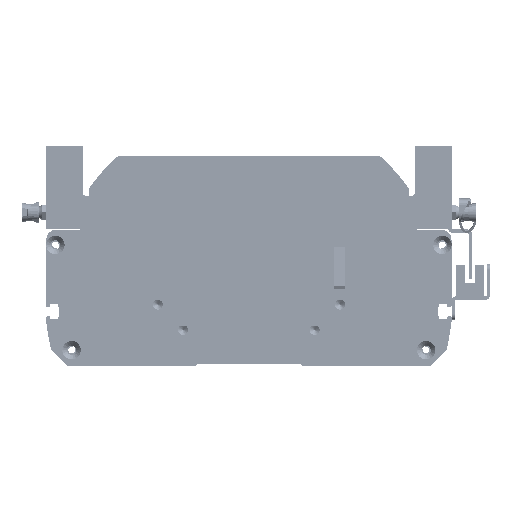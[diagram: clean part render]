
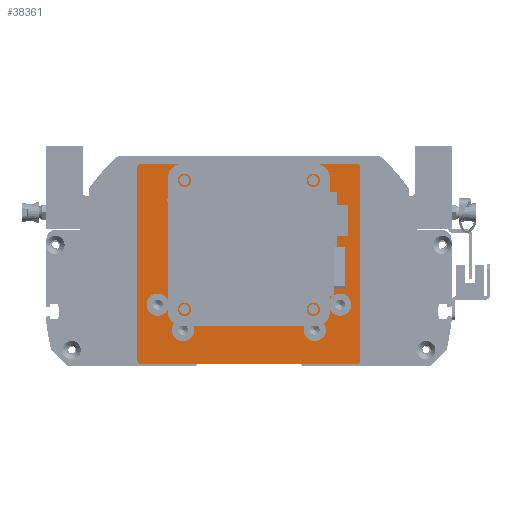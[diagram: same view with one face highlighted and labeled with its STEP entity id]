
A CAD part, front view. The second image highlights one B-rep face of the part: STEP entity #38361.
In plain terms, the highlighted face is planar.
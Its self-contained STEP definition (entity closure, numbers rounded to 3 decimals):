
#2992=FACE_BOUND('',#9582,.T.);
#2993=FACE_BOUND('',#9583,.T.);
#2994=FACE_BOUND('',#9584,.T.);
#2995=FACE_BOUND('',#9585,.T.);
#2996=FACE_BOUND('',#9586,.T.);
#2997=FACE_BOUND('',#9587,.T.);
#2998=FACE_BOUND('',#9588,.T.);
#2999=FACE_BOUND('',#9589,.T.);
#3000=FACE_BOUND('',#9590,.T.);
#5054=CIRCLE('',#42944,2.459);
#5055=CIRCLE('',#42947,2.459);
#5056=CIRCLE('',#42955,2.459);
#5057=CIRCLE('',#42957,2.459);
#5060=CIRCLE('',#42962,5.5);
#5063=CIRCLE('',#42968,5.5);
#5066=CIRCLE('',#42974,5.5);
#5069=CIRCLE('',#42980,5.5);
#5071=CIRCLE('',#42985,35.);
#7090=FACE_OUTER_BOUND('',#9581,.T.);
#9581=EDGE_LOOP('',(#34873,#34874,#34875,#34876,#34877,#34878,#34879,#34880));
#9582=EDGE_LOOP('',(#34881));
#9583=EDGE_LOOP('',(#34882));
#9584=EDGE_LOOP('',(#34883));
#9585=EDGE_LOOP('',(#34884));
#9586=EDGE_LOOP('',(#34885));
#9587=EDGE_LOOP('',(#34886));
#9588=EDGE_LOOP('',(#34887));
#9589=EDGE_LOOP('',(#34888));
#9590=EDGE_LOOP('',(#34889));
#12449=LINE('',#68663,#15368);
#12452=LINE('',#68672,#15371);
#12455=LINE('',#68677,#15374);
#12457=LINE('',#68680,#15376);
#12458=LINE('',#68683,#15377);
#12460=LINE('',#68687,#15379);
#12462=LINE('',#68691,#15381);
#12475=LINE('',#68753,#15394);
#15368=VECTOR('',#53889,10.);
#15371=VECTOR('',#53898,10.);
#15374=VECTOR('',#53903,10.);
#15376=VECTOR('',#53907,10.);
#15377=VECTOR('',#53910,10.);
#15379=VECTOR('',#53914,10.);
#15381=VECTOR('',#53918,10.);
#15394=VECTOR('',#53997,10.);
#18988=VERTEX_POINT('',#68656);
#18989=VERTEX_POINT('',#68660);
#18990=VERTEX_POINT('',#68662);
#18991=VERTEX_POINT('',#68666);
#18992=VERTEX_POINT('',#68670);
#18993=VERTEX_POINT('',#68671);
#18994=VERTEX_POINT('',#68676);
#18995=VERTEX_POINT('',#68682);
#18996=VERTEX_POINT('',#68686);
#18997=VERTEX_POINT('',#68690);
#18998=VERTEX_POINT('',#68694);
#18999=VERTEX_POINT('',#68698);
#19002=VERTEX_POINT('',#68707);
#19005=VERTEX_POINT('',#68718);
#19008=VERTEX_POINT('',#68729);
#19011=VERTEX_POINT('',#68740);
#19013=VERTEX_POINT('',#68749);
#24297=EDGE_CURVE('',#18988,#18988,#5054,.T.);
#24300=EDGE_CURVE('',#18990,#18989,#12449,.T.);
#24302=EDGE_CURVE('',#18991,#18991,#5055,.T.);
#24304=EDGE_CURVE('',#18992,#18993,#12452,.T.);
#24307=EDGE_CURVE('',#18994,#18993,#12455,.T.);
#24309=EDGE_CURVE('',#18994,#18989,#12457,.T.);
#24310=EDGE_CURVE('',#18990,#18995,#12458,.T.);
#24312=EDGE_CURVE('',#18996,#18995,#12460,.T.);
#24314=EDGE_CURVE('',#18996,#18997,#12462,.T.);
#24316=EDGE_CURVE('',#18998,#18998,#5056,.T.);
#24318=EDGE_CURVE('',#18999,#18999,#5057,.T.);
#24322=EDGE_CURVE('',#19002,#19002,#5060,.T.);
#24327=EDGE_CURVE('',#19005,#19005,#5063,.T.);
#24332=EDGE_CURVE('',#19008,#19008,#5066,.T.);
#24337=EDGE_CURVE('',#19011,#19011,#5069,.T.);
#24341=EDGE_CURVE('',#19013,#19013,#5071,.T.);
#24343=EDGE_CURVE('',#18992,#18997,#12475,.T.);
#34873=ORIENTED_EDGE('',*,*,#24304,.F.);
#34874=ORIENTED_EDGE('',*,*,#24343,.T.);
#34875=ORIENTED_EDGE('',*,*,#24314,.F.);
#34876=ORIENTED_EDGE('',*,*,#24312,.T.);
#34877=ORIENTED_EDGE('',*,*,#24310,.F.);
#34878=ORIENTED_EDGE('',*,*,#24300,.T.);
#34879=ORIENTED_EDGE('',*,*,#24309,.F.);
#34880=ORIENTED_EDGE('',*,*,#24307,.T.);
#34881=ORIENTED_EDGE('',*,*,#24316,.T.);
#34882=ORIENTED_EDGE('',*,*,#24302,.T.);
#34883=ORIENTED_EDGE('',*,*,#24318,.T.);
#34884=ORIENTED_EDGE('',*,*,#24297,.T.);
#34885=ORIENTED_EDGE('',*,*,#24322,.T.);
#34886=ORIENTED_EDGE('',*,*,#24327,.T.);
#34887=ORIENTED_EDGE('',*,*,#24332,.T.);
#34888=ORIENTED_EDGE('',*,*,#24337,.T.);
#34889=ORIENTED_EDGE('',*,*,#24341,.T.);
#36358=PLANE('',#42987);
#38361=ADVANCED_FACE('',(#7090,#2992,#2993,#2994,#2995,#2996,#2997,#2998,
#2999,#3000),#36358,.T.);
#42944=AXIS2_PLACEMENT_3D('',#68657,#53883,#53884);
#42947=AXIS2_PLACEMENT_3D('',#68667,#53893,#53894);
#42955=AXIS2_PLACEMENT_3D('',#68695,#53922,#53923);
#42957=AXIS2_PLACEMENT_3D('',#68699,#53927,#53928);
#42962=AXIS2_PLACEMENT_3D('',#68708,#53938,#53939);
#42968=AXIS2_PLACEMENT_3D('',#68719,#53952,#53953);
#42974=AXIS2_PLACEMENT_3D('',#68730,#53966,#53967);
#42980=AXIS2_PLACEMENT_3D('',#68741,#53980,#53981);
#42985=AXIS2_PLACEMENT_3D('',#68750,#53992,#53993);
#42987=AXIS2_PLACEMENT_3D('',#68754,#53998,#53999);
#53883=DIRECTION('center_axis',(0.,0.,-1.));
#53884=DIRECTION('ref_axis',(1.,0.,0.));
#53889=DIRECTION('',(-1.,0.,0.));
#53893=DIRECTION('center_axis',(0.,0.,-1.));
#53894=DIRECTION('ref_axis',(1.,0.,0.));
#53898=DIRECTION('',(-0.707,0.707,0.));
#53903=DIRECTION('',(0.,-1.,0.));
#53907=DIRECTION('',(0.707,0.707,0.));
#53910=DIRECTION('',(0.707,-0.707,0.));
#53914=DIRECTION('',(0.,1.,0.));
#53918=DIRECTION('',(-0.707,-0.707,0.));
#53922=DIRECTION('center_axis',(0.,0.,-1.));
#53923=DIRECTION('ref_axis',(1.,0.,0.));
#53927=DIRECTION('center_axis',(0.,0.,-1.));
#53928=DIRECTION('ref_axis',(1.,0.,0.));
#53938=DIRECTION('center_axis',(0.,0.,-1.));
#53939=DIRECTION('ref_axis',(1.,0.,0.));
#53952=DIRECTION('center_axis',(0.,0.,-1.));
#53953=DIRECTION('ref_axis',(1.,0.,0.));
#53966=DIRECTION('center_axis',(0.,0.,-1.));
#53967=DIRECTION('ref_axis',(1.,0.,0.));
#53980=DIRECTION('center_axis',(0.,0.,-1.));
#53981=DIRECTION('ref_axis',(1.,0.,0.));
#53992=DIRECTION('center_axis',(0.,0.,-1.));
#53993=DIRECTION('ref_axis',(1.,0.,0.));
#53997=DIRECTION('',(1.,0.,0.));
#53998=DIRECTION('center_axis',(0.,0.,1.));
#53999=DIRECTION('ref_axis',(1.,0.,0.));
#68656=CARTESIAN_POINT('',(29.361,41.32,89.));
#68657=CARTESIAN_POINT('Origin',(31.82,41.32,89.));
#68660=CARTESIAN_POINT('',(-54.,49.5,89.));
#68662=CARTESIAN_POINT('',(54.,49.5,89.));
#68663=CARTESIAN_POINT('',(55.,49.5,89.));
#68666=CARTESIAN_POINT('',(-34.278,41.32,89.));
#68667=CARTESIAN_POINT('Origin',(-31.82,41.32,89.));
#68670=CARTESIAN_POINT('',(-54.,-49.5,89.));
#68671=CARTESIAN_POINT('',(-55.,-48.5,89.));
#68672=CARTESIAN_POINT('',(-53.125,-50.375,89.));
#68676=CARTESIAN_POINT('',(-55.,48.5,89.));
#68677=CARTESIAN_POINT('',(-55.,49.5,89.));
#68680=CARTESIAN_POINT('',(-53.125,50.375,89.));
#68682=CARTESIAN_POINT('',(55.,48.5,89.));
#68683=CARTESIAN_POINT('',(53.125,50.375,89.));
#68686=CARTESIAN_POINT('',(55.,-48.5,89.));
#68687=CARTESIAN_POINT('',(55.,-49.5,89.));
#68690=CARTESIAN_POINT('',(54.,-49.5,89.));
#68691=CARTESIAN_POINT('',(53.125,-50.375,89.));
#68694=CARTESIAN_POINT('',(29.361,-22.32,89.));
#68695=CARTESIAN_POINT('Origin',(31.82,-22.32,89.));
#68698=CARTESIAN_POINT('',(-34.278,-22.32,89.));
#68699=CARTESIAN_POINT('Origin',(-31.82,-22.32,89.));
#68707=CARTESIAN_POINT('',(27.,-32.5,89.));
#68708=CARTESIAN_POINT('Origin',(32.5,-32.5,89.));
#68718=CARTESIAN_POINT('',(-50.5,-20.,89.));
#68719=CARTESIAN_POINT('Origin',(-45.,-20.,89.));
#68729=CARTESIAN_POINT('',(-38.,-32.5,89.));
#68730=CARTESIAN_POINT('Origin',(-32.5,-32.5,89.));
#68740=CARTESIAN_POINT('',(39.5,-20.,89.));
#68741=CARTESIAN_POINT('Origin',(45.,-20.,89.));
#68749=CARTESIAN_POINT('',(-35.,9.5,89.));
#68750=CARTESIAN_POINT('Origin',(0.,9.5,89.));
#68753=CARTESIAN_POINT('',(-55.,-49.5,89.));
#68754=CARTESIAN_POINT('Origin',(0.,0.,
89.));
